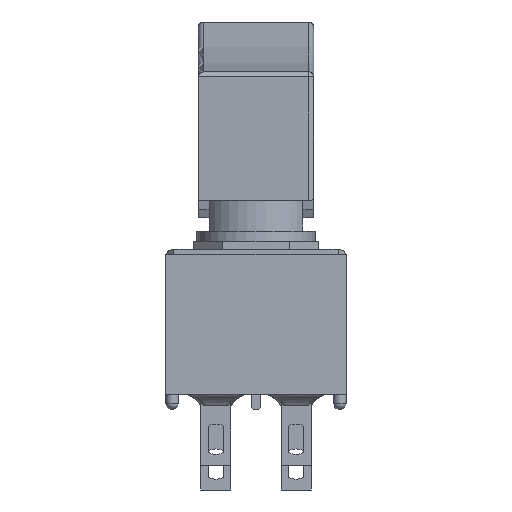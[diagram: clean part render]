
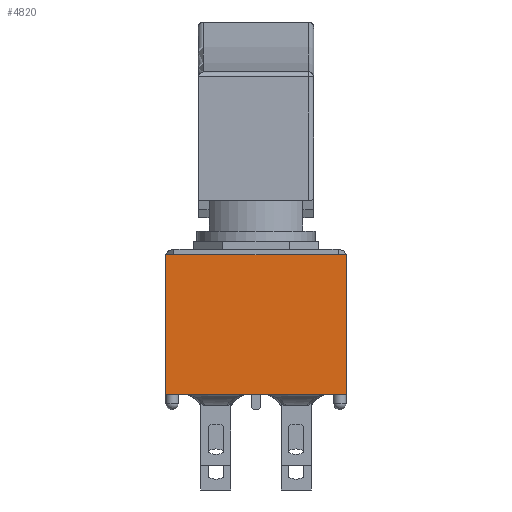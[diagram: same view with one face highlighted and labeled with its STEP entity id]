
A CAD part, left-side view. The second image highlights one B-rep face of the part: STEP entity #4820.
In plain terms, the highlighted planar face has unit normal (-1, 0, 0).
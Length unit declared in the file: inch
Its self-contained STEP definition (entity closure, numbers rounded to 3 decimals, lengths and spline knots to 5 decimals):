
#510=FACE_OUTER_BOUND('',#789,.T.);
#789=EDGE_LOOP('',(#4204,#4205,#4206,#4207,#4208,#4209,#4210,#4211));
#1067=LINE('',#8423,#1583);
#1172=LINE('',#8633,#1688);
#1202=LINE('',#8738,#1718);
#1203=LINE('',#8741,#1719);
#1212=LINE('',#8757,#1728);
#1262=LINE('',#8851,#1778);
#1272=LINE('',#8870,#1788);
#1274=LINE('',#8876,#1790);
#1583=VECTOR('',#5762,0.3937);
#1688=VECTOR('',#5957,0.3937);
#1718=VECTOR('',#6065,0.3937);
#1719=VECTOR('',#6068,0.3937);
#1728=VECTOR('',#6081,0.3937);
#1778=VECTOR('',#6169,0.3937);
#1788=VECTOR('',#6191,0.3937);
#1790=VECTOR('',#6201,0.3937);
#2098=VERTEX_POINT('',#8352);
#2124=VERTEX_POINT('',#8415);
#2185=VERTEX_POINT('',#8631);
#2209=VERTEX_POINT('',#8702);
#2218=VERTEX_POINT('',#8726);
#2221=VERTEX_POINT('',#8736);
#2222=VERTEX_POINT('',#8740);
#2252=VERTEX_POINT('',#8849);
#2691=EDGE_CURVE('',#2124,#2098,#1067,.T.);
#2796=EDGE_CURVE('',#2098,#2185,#1172,.T.);
#2846=EDGE_CURVE('',#2221,#2209,#1202,.T.);
#2847=EDGE_CURVE('',#2218,#2222,#1203,.T.);
#2856=EDGE_CURVE('',#2209,#2218,#1212,.T.);
#2906=EDGE_CURVE('',#2221,#2252,#1262,.T.);
#2916=EDGE_CURVE('',#2252,#2124,#1272,.T.);
#2918=EDGE_CURVE('',#2222,#2185,#1274,.T.);
#4204=ORIENTED_EDGE('',*,*,#2916,.T.);
#4205=ORIENTED_EDGE('',*,*,#2691,.T.);
#4206=ORIENTED_EDGE('',*,*,#2796,.T.);
#4207=ORIENTED_EDGE('',*,*,#2918,.F.);
#4208=ORIENTED_EDGE('',*,*,#2847,.F.);
#4209=ORIENTED_EDGE('',*,*,#2856,.F.);
#4210=ORIENTED_EDGE('',*,*,#2846,.F.);
#4211=ORIENTED_EDGE('',*,*,#2906,.T.);
#4584=PLANE('',#5152);
#4820=ADVANCED_FACE('',(#510),#4584,.T.);
#5152=AXIS2_PLACEMENT_3D('',#8875,#6199,#6200);
#5762=DIRECTION('',(0.,1.,0.));
#5957=DIRECTION('',(0.,1.,0.));
#6065=DIRECTION('',(0.,1.,0.));
#6068=DIRECTION('',(0.,1.,0.));
#6081=DIRECTION('',(0.,1.,0.));
#6169=DIRECTION('',(0.,0.,1.));
#6191=DIRECTION('',(0.,1.,0.));
#6199=DIRECTION('center_axis',(-1.,0.,0.));
#6200=DIRECTION('ref_axis',(0.,0.,1.));
#6201=DIRECTION('',(0.,0.,1.));
#8352=CARTESIAN_POINT('',(-0.16004,0.16378,0.27756));
#8415=CARTESIAN_POINT('',(-0.16004,-0.16378,0.27756));
#8423=CARTESIAN_POINT('',(-0.16004,-0.17992,0.27756));
#8631=CARTESIAN_POINT('',(-0.16004,0.17992,0.27756));
#8633=CARTESIAN_POINT('',(-0.16004,-0.17992,0.27756));
#8702=CARTESIAN_POINT('',(-0.16004,-0.16713,0.));
#8726=CARTESIAN_POINT('',(-0.16004,0.16713,0.));
#8736=CARTESIAN_POINT('',(-0.16004,-0.17992,0.));
#8738=CARTESIAN_POINT('',(-0.16004,-0.17992,0.));
#8740=CARTESIAN_POINT('',(-0.16004,0.17992,0.));
#8741=CARTESIAN_POINT('',(-0.16004,-0.17992,0.));
#8757=CARTESIAN_POINT('',(-0.16004,-0.17992,0.));
#8849=CARTESIAN_POINT('',(-0.16004,-0.17992,0.27756));
#8851=CARTESIAN_POINT('',(-0.16004,-0.17992,0.));
#8870=CARTESIAN_POINT('',(-0.16004,-0.17992,0.27756));
#8875=CARTESIAN_POINT('Origin',(-0.16004,-0.17992,0.));
#8876=CARTESIAN_POINT('',(-0.16004,0.17992,0.));
